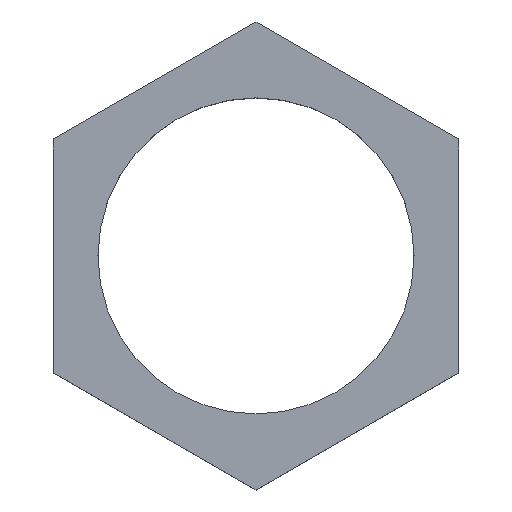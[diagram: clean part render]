
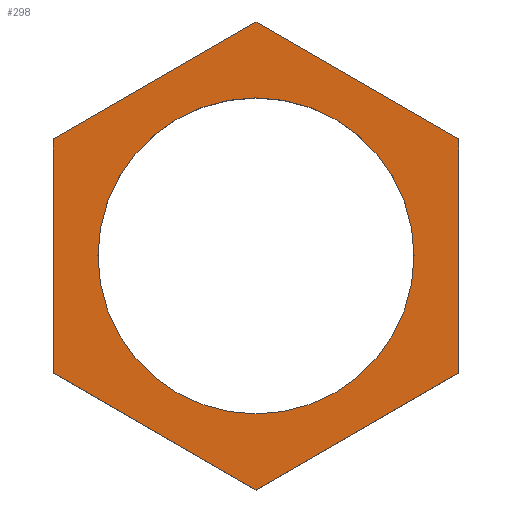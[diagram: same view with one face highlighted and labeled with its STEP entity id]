
A CAD part, top view. The second image highlights one B-rep face of the part: STEP entity #298.
In plain terms, the highlighted planar face has unit normal (0, 0, 1).
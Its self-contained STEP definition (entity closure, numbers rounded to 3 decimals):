
#73=CARTESIAN_POINT('',(3.9,0.,2.1));
#74=VERTEX_POINT('',#73);
#75=CARTESIAN_POINT('',(0.0,0.0,2.1));
#76=DIRECTION('',(0.0,0.0,-1.0));
#77=DIRECTION('',(-1.0,0.0,0.0));
#78=AXIS2_PLACEMENT_3D('',#75,#76,#77);
#79=CIRCLE('',#78,3.9);
#80=EDGE_CURVE('',#74,#74,#79,.T.);
#101=CARTESIAN_POINT('',(-5.,2.887,2.1));
#102=VERTEX_POINT('',#101);
#103=CARTESIAN_POINT('',(0.,5.774,2.1));
#104=VERTEX_POINT('',#103);
#105=CARTESIAN_POINT('',(-5.,2.887,2.1));
#106=DIRECTION('',(0.866,0.5,0.0));
#107=VECTOR('',#106,5.774);
#108=LINE('',#105,#107);
#109=EDGE_CURVE('',#102,#104,#108,.T.);
#141=CARTESIAN_POINT('',(5.,2.887,2.1));
#142=VERTEX_POINT('',#141);
#143=CARTESIAN_POINT('',(0.,5.774,2.1));
#144=DIRECTION('',(0.866,-0.5,0.0));
#145=VECTOR('',#144,5.774);
#146=LINE('',#143,#145);
#147=EDGE_CURVE('',#104,#142,#146,.T.);
#172=CARTESIAN_POINT('',(5.,-2.887,2.1));
#173=VERTEX_POINT('',#172);
#174=CARTESIAN_POINT('',(5.,2.887,2.1));
#175=DIRECTION('',(0.0,-1.0,0.0));
#176=VECTOR('',#175,5.774);
#177=LINE('',#174,#176);
#178=EDGE_CURVE('',#142,#173,#177,.T.);
#203=CARTESIAN_POINT('',(0.,-5.774,2.1));
#204=VERTEX_POINT('',#203);
#205=CARTESIAN_POINT('',(5.,-2.887,2.1));
#206=DIRECTION('',(-0.866,-0.5,0.0));
#207=VECTOR('',#206,5.774);
#208=LINE('',#205,#207);
#209=EDGE_CURVE('',#173,#204,#208,.T.);
#234=CARTESIAN_POINT('',(-5.,-2.887,2.1));
#235=VERTEX_POINT('',#234);
#236=CARTESIAN_POINT('',(0.,-5.774,2.1));
#237=DIRECTION('',(-0.866,0.5,0.0));
#238=VECTOR('',#237,5.774);
#239=LINE('',#236,#238);
#240=EDGE_CURVE('',#204,#235,#239,.T.);
#265=CARTESIAN_POINT('',(-5.,-2.887,2.1));
#266=DIRECTION('',(0.0,1.0,0.0));
#267=VECTOR('',#266,5.774);
#268=LINE('',#265,#267);
#269=EDGE_CURVE('',#235,#102,#268,.T.);
#282=CARTESIAN_POINT('',(0.,0.,2.1));
#283=DIRECTION('',(0.0,0.0,1.0));
#284=DIRECTION('',(1.0,0.0,0.0));
#285=AXIS2_PLACEMENT_3D('',#282,#283,#284);
#286=PLANE('',#285);
#287=ORIENTED_EDGE('',*,*,#109,.F.);
#288=ORIENTED_EDGE('',*,*,#269,.F.);
#289=ORIENTED_EDGE('',*,*,#240,.F.);
#290=ORIENTED_EDGE('',*,*,#209,.F.);
#291=ORIENTED_EDGE('',*,*,#178,.F.);
#292=ORIENTED_EDGE('',*,*,#147,.F.);
#293=EDGE_LOOP('',(#287,#288,#289,#290,#291,#292));
#294=FACE_OUTER_BOUND('',#293,.T.);
#295=ORIENTED_EDGE('',*,*,#80,.T.);
#296=EDGE_LOOP('',(#295));
#297=FACE_BOUND('',#296,.T.);
#298=ADVANCED_FACE('',(#294,#297),#286,.T.);
